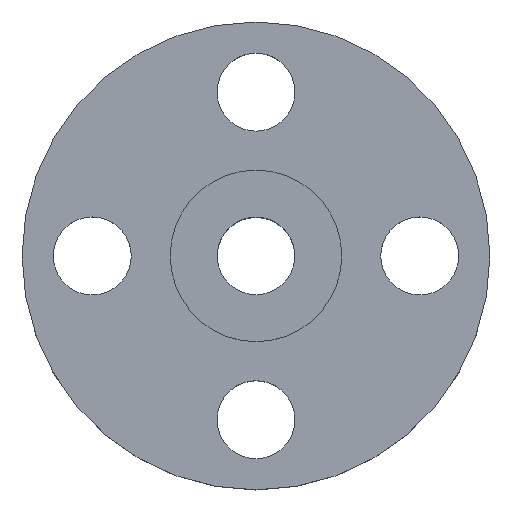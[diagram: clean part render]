
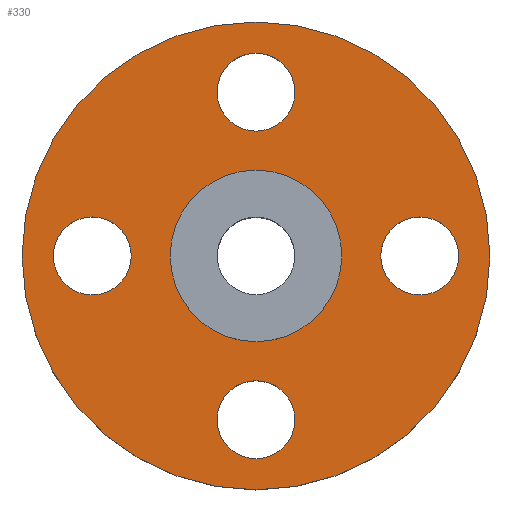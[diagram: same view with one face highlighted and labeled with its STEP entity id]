
A CAD part, top view. The second image highlights one B-rep face of the part: STEP entity #330.
In plain terms, the highlighted planar face has unit normal (0, 0, 1).
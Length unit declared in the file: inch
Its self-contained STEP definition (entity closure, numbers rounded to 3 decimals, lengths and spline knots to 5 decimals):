
#12 = CARTESIAN_POINT ( 'NONE',  ( -1.625, 0., -0.25 ) ) ;
#45 = CARTESIAN_POINT ( 'NONE',  ( 1.3125, 0., -0.25 ) ) ;
#47 = VERTEX_POINT ( 'NONE', #464 ) ;
#64 = AXIS2_PLACEMENT_3D ( 'NONE', #835, #562, #830 ) ;
#67 = CARTESIAN_POINT ( 'NONE',  ( 1.875, 0., -0.25 ) ) ;
#80 = ORIENTED_EDGE ( 'NONE', *, *, #679, .F. ) ;
#81 = DIRECTION ( 'NONE',  ( 0., 0., 1. ) ) ;
#85 = EDGE_CURVE ( 'NONE', #165, #609, #762, .T. ) ;
#93 = DIRECTION ( 'NONE',  ( 1., 0., 0. ) ) ;
#96 = CIRCLE ( 'NONE', #733, 0.3125 ) ;
#98 = PLANE ( 'NONE',  #846 ) ;
#101 = ORIENTED_EDGE ( 'NONE', *, *, #443, .F. ) ;
#103 = EDGE_CURVE ( 'NONE', #622, #656, #789, .T. ) ;
#104 = DIRECTION ( 'NONE',  ( 0., 0., 1. ) ) ;
#125 = AXIS2_PLACEMENT_3D ( 'NONE', #821, #299, #553 ) ;
#126 = ORIENTED_EDGE ( 'NONE', *, *, #288, .F. ) ;
#134 = CIRCLE ( 'NONE', #471, 0.6875 ) ;
#142 = ORIENTED_EDGE ( 'NONE', *, *, #392, .T. ) ;
#145 = DIRECTION ( 'NONE',  ( 0., 0., 1. ) ) ;
#146 = DIRECTION ( 'NONE',  ( 0., 0., 1. ) ) ;
#149 = AXIS2_PLACEMENT_3D ( 'NONE', #766, #723, #702 ) ;
#152 = EDGE_CURVE ( 'NONE', #265, #47, #202, .T. ) ;
#157 = DIRECTION ( 'NONE',  ( 1., 0., 0. ) ) ;
#165 = VERTEX_POINT ( 'NONE', #67 ) ;
#171 = ORIENTED_EDGE ( 'NONE', *, *, #85, .T. ) ;
#182 = CARTESIAN_POINT ( 'NONE',  ( -1.875, 0., -0.25 ) ) ;
#188 = CARTESIAN_POINT ( 'NONE',  ( 0.6875, 0., -0.25 ) ) ;
#189 = EDGE_CURVE ( 'NONE', #505, #825, #349, .T. ) ;
#202 = CIRCLE ( 'NONE', #644, 0.3125 ) ;
#207 = CARTESIAN_POINT ( 'NONE',  ( 0., 0., -0.25 ) ) ;
#209 = CARTESIAN_POINT ( 'NONE',  ( -0.6875, 0., -0.25 ) ) ;
#222 = DIRECTION ( 'NONE',  ( 0., 0., 1. ) ) ;
#225 = FACE_BOUND ( 'NONE', #245, .T. ) ;
#227 = VERTEX_POINT ( 'NONE', #12 ) ;
#240 = CARTESIAN_POINT ( 'NONE',  ( 0., -1.3125, -0.25 ) ) ;
#242 = CARTESIAN_POINT ( 'NONE',  ( -1.3125, 0., -0.25 ) ) ;
#245 = EDGE_LOOP ( 'NONE', ( #847, #101 ) ) ;
#253 = EDGE_CURVE ( 'NONE', #479, #435, #308, .T. ) ;
#265 = VERTEX_POINT ( 'NONE', #423 ) ;
#273 = ORIENTED_EDGE ( 'NONE', *, *, #253, .F. ) ;
#285 = AXIS2_PLACEMENT_3D ( 'NONE', #240, #828, #686 ) ;
#288 = EDGE_CURVE ( 'NONE', #227, #432, #96, .T. ) ;
#290 = DIRECTION ( 'NONE',  ( -1., 0., 0. ) ) ;
#297 = FACE_BOUND ( 'NONE', #522, .T. ) ;
#299 = DIRECTION ( 'NONE',  ( 0., 0., 1. ) ) ;
#305 = CARTESIAN_POINT ( 'NONE',  ( 1.625, 0., -0.25 ) ) ;
#306 = DIRECTION ( 'NONE',  ( 0., 0., 1. ) ) ;
#308 = CIRCLE ( 'NONE', #285, 0.3125 ) ;
#320 = AXIS2_PLACEMENT_3D ( 'NONE', #45, #306, #564 ) ;
#326 = DIRECTION ( 'NONE',  ( 1., 0., 0. ) ) ;
#329 = CARTESIAN_POINT ( 'NONE',  ( 0., 0., -0.25 ) ) ;
#330 = ADVANCED_FACE ( 'NONE', ( #812, #225, #477, #297, #744, #680 ), #98, .F. ) ;
#335 = DIRECTION ( 'NONE',  ( 1., 0., 0. ) ) ;
#349 = CIRCLE ( 'NONE', #589, 0.6875 ) ;
#352 = EDGE_CURVE ( 'NONE', #435, #479, #384, .T. ) ;
#354 = CARTESIAN_POINT ( 'NONE',  ( 0.3125, -1.3125, -0.25 ) ) ;
#383 = AXIS2_PLACEMENT_3D ( 'NONE', #207, #602, #93 ) ;
#384 = CIRCLE ( 'NONE', #149, 0.3125 ) ;
#392 = EDGE_CURVE ( 'NONE', #609, #165, #497, .T. ) ;
#393 = DIRECTION ( 'NONE',  ( 0., -1., 0. ) ) ;
#397 = CARTESIAN_POINT ( 'NONE',  ( 0., 0., -0.25 ) ) ;
#399 = AXIS2_PLACEMENT_3D ( 'NONE', #797, #146, #290 ) ;
#421 = CARTESIAN_POINT ( 'NONE',  ( 1., 0., -0.25 ) ) ;
#423 = CARTESIAN_POINT ( 'NONE',  ( -0.3125, 1.3125, -0.25 ) ) ;
#432 = VERTEX_POINT ( 'NONE', #629 ) ;
#435 = VERTEX_POINT ( 'NONE', #651 ) ;
#443 = EDGE_CURVE ( 'NONE', #656, #622, #804, .T. ) ;
#464 = CARTESIAN_POINT ( 'NONE',  ( 0.3125, 1.3125, -0.25 ) ) ;
#471 = AXIS2_PLACEMENT_3D ( 'NONE', #397, #81, #335 ) ;
#477 = FACE_BOUND ( 'NONE', #599, .T. ) ;
#479 = VERTEX_POINT ( 'NONE', #354 ) ;
#481 = DIRECTION ( 'NONE',  ( 0., 0., -1. ) ) ;
#497 = CIRCLE ( 'NONE', #818, 1.875 ) ;
#504 = ORIENTED_EDGE ( 'NONE', *, *, #152, .F. ) ;
#505 = VERTEX_POINT ( 'NONE', #209 ) ;
#522 = EDGE_LOOP ( 'NONE', ( #772, #126 ) ) ;
#526 = ORIENTED_EDGE ( 'NONE', *, *, #189, .F. ) ;
#549 = CARTESIAN_POINT ( 'NONE',  ( 0., 0.6875, -0.25 ) ) ;
#550 = EDGE_CURVE ( 'NONE', #825, #505, #134, .T. ) ;
#553 = DIRECTION ( 'NONE',  ( 0., -1., 0. ) ) ;
#562 = DIRECTION ( 'NONE',  ( 0., 0., 1. ) ) ;
#564 = DIRECTION ( 'NONE',  ( -1., 0., 0. ) ) ;
#588 = DIRECTION ( 'NONE',  ( 0., 0., 1. ) ) ;
#589 = AXIS2_PLACEMENT_3D ( 'NONE', #807, #145, #157 ) ;
#599 = EDGE_LOOP ( 'NONE', ( #273, #782 ) ) ;
#602 = DIRECTION ( 'NONE',  ( 0., 0., 1. ) ) ;
#609 = VERTEX_POINT ( 'NONE', #182 ) ;
#622 = VERTEX_POINT ( 'NONE', #305 ) ;
#623 = EDGE_CURVE ( 'NONE', #432, #227, #819, .T. ) ;
#629 = CARTESIAN_POINT ( 'NONE',  ( -1., 0., -0.25 ) ) ;
#644 = AXIS2_PLACEMENT_3D ( 'NONE', #735, #222, #393 ) ;
#651 = CARTESIAN_POINT ( 'NONE',  ( -0.3125, -1.3125, -0.25 ) ) ;
#656 = VERTEX_POINT ( 'NONE', #421 ) ;
#658 = EDGE_LOOP ( 'NONE', ( #171, #142 ) ) ;
#659 = EDGE_LOOP ( 'NONE', ( #80, #504 ) ) ;
#674 = DIRECTION ( 'NONE',  ( 1., 0., 0. ) ) ;
#679 = EDGE_CURVE ( 'NONE', #47, #265, #765, .T. ) ;
#680 = FACE_OUTER_BOUND ( 'NONE', #658, .T. ) ;
#686 = DIRECTION ( 'NONE',  ( 0., 1., 0. ) ) ;
#702 = DIRECTION ( 'NONE',  ( 0., 1., 0. ) ) ;
#715 = ORIENTED_EDGE ( 'NONE', *, *, #550, .F. ) ;
#723 = DIRECTION ( 'NONE',  ( 0., 0., 1. ) ) ;
#733 = AXIS2_PLACEMENT_3D ( 'NONE', #242, #104, #674 ) ;
#735 = CARTESIAN_POINT ( 'NONE',  ( 0., 1.3125, -0.25 ) ) ;
#744 = FACE_BOUND ( 'NONE', #798, .T. ) ;
#762 = CIRCLE ( 'NONE', #383, 1.875 ) ;
#765 = CIRCLE ( 'NONE', #125, 0.3125 ) ;
#766 = CARTESIAN_POINT ( 'NONE',  ( 0., -1.3125, -0.25 ) ) ;
#772 = ORIENTED_EDGE ( 'NONE', *, *, #623, .F. ) ;
#782 = ORIENTED_EDGE ( 'NONE', *, *, #352, .F. ) ;
#789 = CIRCLE ( 'NONE', #399, 0.3125 ) ;
#797 = CARTESIAN_POINT ( 'NONE',  ( 1.3125, 0., -0.25 ) ) ;
#798 = EDGE_LOOP ( 'NONE', ( #715, #526 ) ) ;
#804 = CIRCLE ( 'NONE', #320, 0.3125 ) ;
#807 = CARTESIAN_POINT ( 'NONE',  ( 0., 0., -0.25 ) ) ;
#812 = FACE_BOUND ( 'NONE', #659, .T. ) ;
#817 = DIRECTION ( 'NONE',  ( -1., 0., 0. ) ) ;
#818 = AXIS2_PLACEMENT_3D ( 'NONE', #329, #588, #326 ) ;
#819 = CIRCLE ( 'NONE', #64, 0.3125 ) ;
#821 = CARTESIAN_POINT ( 'NONE',  ( 0., 1.3125, -0.25 ) ) ;
#825 = VERTEX_POINT ( 'NONE', #188 ) ;
#828 = DIRECTION ( 'NONE',  ( 0., 0., 1. ) ) ;
#830 = DIRECTION ( 'NONE',  ( 1., 0., 0. ) ) ;
#835 = CARTESIAN_POINT ( 'NONE',  ( -1.3125, 0., -0.25 ) ) ;
#846 = AXIS2_PLACEMENT_3D ( 'NONE', #549, #481, #817 ) ;
#847 = ORIENTED_EDGE ( 'NONE', *, *, #103, .F. ) ;
